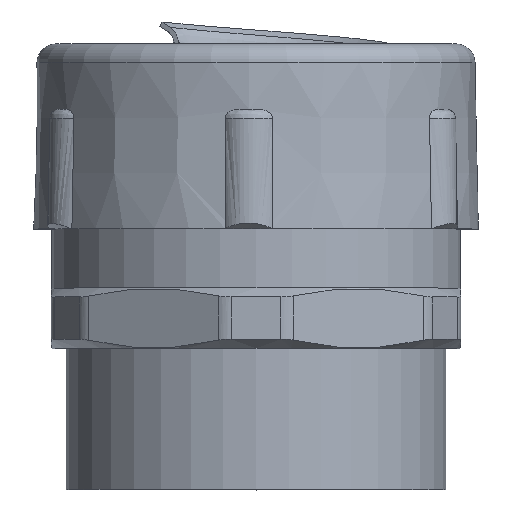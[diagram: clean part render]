
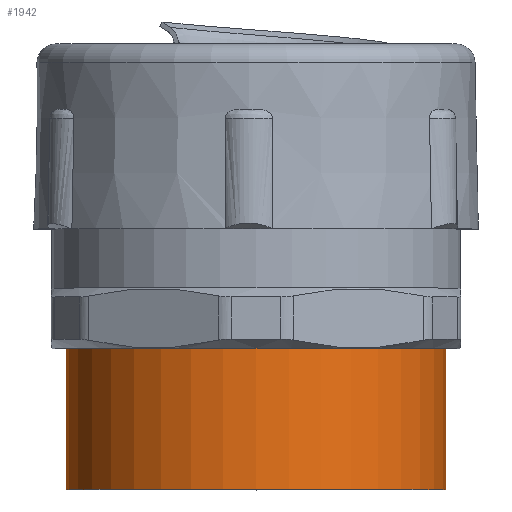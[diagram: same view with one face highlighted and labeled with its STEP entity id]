
A CAD part, top view. The second image highlights one B-rep face of the part: STEP entity #1942.
In plain terms, the highlighted cylindrical face has radius 15.075 mm (diameter 30.15 mm), a full revolution.
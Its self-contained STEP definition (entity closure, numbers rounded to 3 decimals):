
#181=CIRCLE('',#2111,15.075);
#182=CIRCLE('',#2112,15.075);
#189=CIRCLE('',#2135,15.075);
#190=CIRCLE('',#2136,15.075);
#271=LINE('',#3814,#340);
#340=VECTOR('',#2555,15.075);
#382=CYLINDRICAL_SURFACE('',#2160,15.075);
#458=FACE_OUTER_BOUND('',#567,.T.);
#567=EDGE_LOOP('',(#1595,#1596,#1597,#1598,#1599,#1600));
#772=VERTEX_POINT('',#3449);
#773=VERTEX_POINT('',#3450);
#830=VERTEX_POINT('',#3768);
#831=VERTEX_POINT('',#3769);
#1006=EDGE_CURVE('',#772,#773,#181,.T.);
#1007=EDGE_CURVE('',#773,#772,#182,.T.);
#1079=EDGE_CURVE('',#830,#831,#189,.T.);
#1080=EDGE_CURVE('',#831,#830,#190,.T.);
#1100=EDGE_CURVE('',#831,#773,#271,.T.);
#1595=ORIENTED_EDGE('',*,*,#1079,.F.);
#1596=ORIENTED_EDGE('',*,*,#1080,.F.);
#1597=ORIENTED_EDGE('',*,*,#1100,.T.);
#1598=ORIENTED_EDGE('',*,*,#1007,.T.);
#1599=ORIENTED_EDGE('',*,*,#1006,.T.);
#1600=ORIENTED_EDGE('',*,*,#1100,.F.);
#1942=ADVANCED_FACE('',(#458),#382,.T.);
#2111=AXIS2_PLACEMENT_3D('',#3451,#2428,#2429);
#2112=AXIS2_PLACEMENT_3D('',#3452,#2430,#2431);
#2135=AXIS2_PLACEMENT_3D('',#3770,#2491,#2492);
#2136=AXIS2_PLACEMENT_3D('',#3771,#2493,#2494);
#2160=AXIS2_PLACEMENT_3D('',#3813,#2553,#2554);
#2428=DIRECTION('center_axis',(0.,1.,0.));
#2429=DIRECTION('ref_axis',(1.,0.,0.));
#2430=DIRECTION('center_axis',(0.,1.,0.));
#2431=DIRECTION('ref_axis',(1.,0.,0.));
#2491=DIRECTION('center_axis',(0.,1.,0.));
#2492=DIRECTION('ref_axis',(1.,0.,0.));
#2493=DIRECTION('center_axis',(0.,1.,0.));
#2494=DIRECTION('ref_axis',(1.,0.,0.));
#2553=DIRECTION('center_axis',(0.,1.,0.));
#2554=DIRECTION('ref_axis',(-1.,0.,0.));
#2555=DIRECTION('',(0.,-1.,0.));
#3449=CARTESIAN_POINT('',(-15.075,0.,0.));
#3450=CARTESIAN_POINT('',(15.075,0.,0.));
#3451=CARTESIAN_POINT('Origin',(0.,0.,0.));
#3452=CARTESIAN_POINT('Origin',(0.,0.,0.));
#3768=CARTESIAN_POINT('',(-15.075,11.2,0.));
#3769=CARTESIAN_POINT('',(15.075,11.2,0.));
#3770=CARTESIAN_POINT('Origin',(0.,11.2,0.));
#3771=CARTESIAN_POINT('Origin',(0.,11.2,0.));
#3813=CARTESIAN_POINT('Origin',(0.,10.8,0.));
#3814=CARTESIAN_POINT('',(15.075,10.8,0.));
